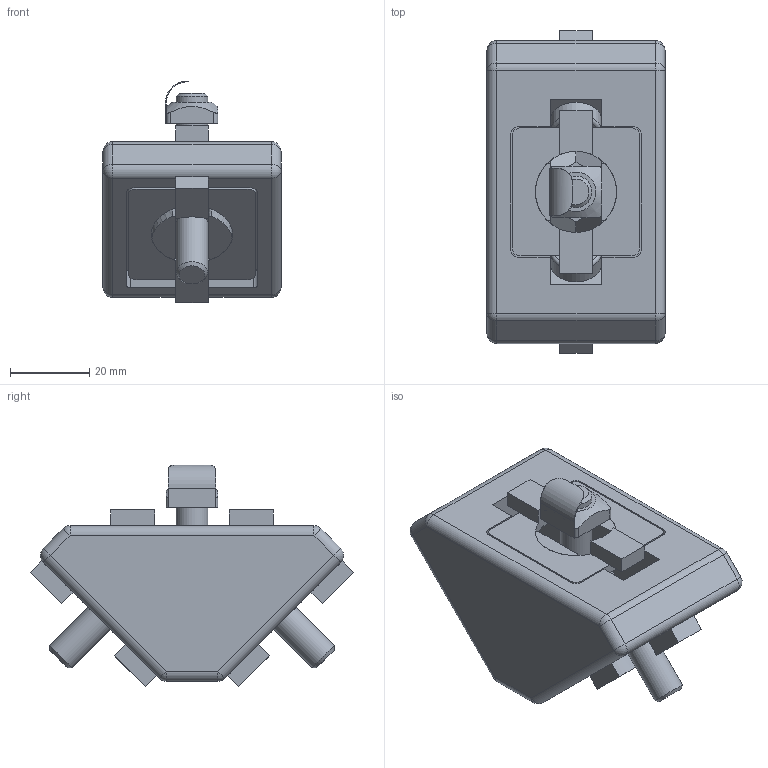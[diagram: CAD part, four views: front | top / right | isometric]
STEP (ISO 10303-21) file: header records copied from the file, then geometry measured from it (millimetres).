
FILE_DESCRIPTION(/* description */ ('Verstrebungssockel GD'),/* implementation_level */ '2;1');
FILE_NAME(/* name */ 'ZEI_CAD_211729-7-REV00_#SALL_#AIN_#V1.step',/* time_stamp */ '2022-10-10T06:58:03+02:00',/* author */ ('MiniTec'),/* organization */ ('MiniTec GmbH & Co.KG'),/* preprocessor_version */ 'ST-DEVELOPER v18.1',/* originating_system */ 'Autodesk Inventor 2021',/* authorisation */ '');
FILE_SCHEMA (('CONFIG_CONTROL_DESIGN'));
Length unit declared in the file: millimetre
Products named in the file (6): leer; 21-1729-1FZ.002; leer_1; 21-1351-2FZ.005; leer_2; 21-2016-0FZ.002
Assembly tree (8 placements, depth 2):
  leer
    21-1729-1FZ.002
    leer_1
    21-1351-2FZ.005
    leer_2  x2
    21-2016-0FZ.002  x3
Bounding box: 45 x 81.47 x 56.04 mm (x, y, z)
Volume: 83796.2 mm3; surface area: 27879.4 mm2
Topology: 8 solids, 8 shells, 259 faces, 681 edges, 433 vertices
Faces by surface type: plane 147, cylinder 77, sphere 12, bspline 10, cone 7, torus 6
Full cylindrical faces by diameter (mm): 8 x4, 8.5 x1, 13 x3, 20.5 x3
Entity records: 6470 total; most frequent: CARTESIAN_POINT 1266, DIRECTION 1070, ORIENTED_EDGE 1034, EDGE_CURVE 517, AXIS2_PLACEMENT_3D 379, VERTEX_POINT 333, LINE 312, VECTOR 312
